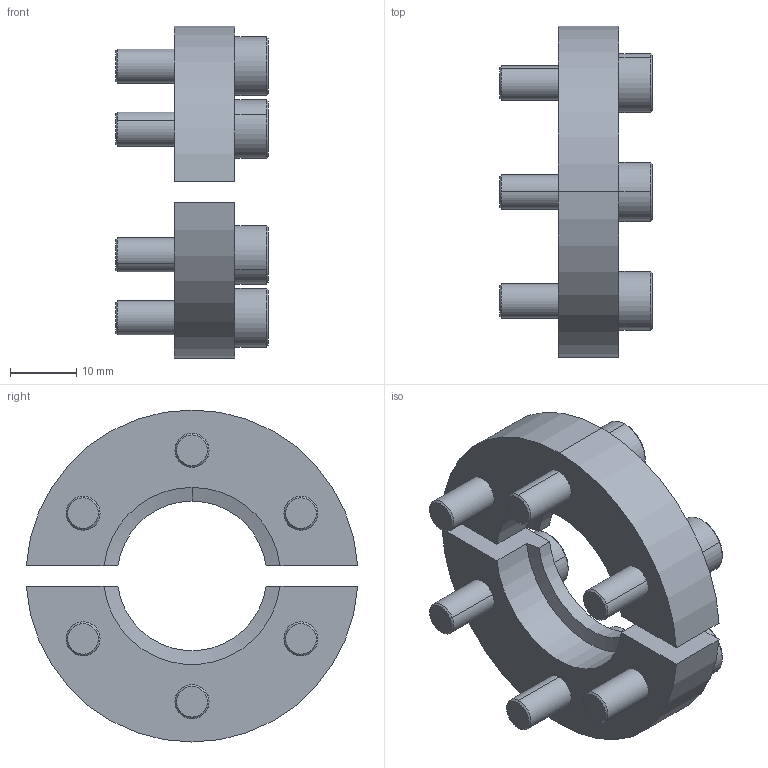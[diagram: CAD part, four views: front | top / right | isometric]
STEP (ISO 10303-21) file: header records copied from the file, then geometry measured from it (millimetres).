
FILE_DESCRIPTION (( 'STEP AP214' ), '1' );
FILE_NAME ('716000.STEP', '2023-12-28T15:38:33', ( '' ), ( '' ), 'SwSTEP 2.0', 'SolidWorks 2022', '' );
FILE_SCHEMA (( 'AUTOMOTIVE_DESIGN' ));
Length unit declared in the file: inch
Products named in the file (1): 716000
Bounding box: 23.14 x 50.2 x 50.29 mm (x, y, z)
Volume: 15411.2 mm3; surface area: 9712.7 mm2
Topology: 8 solids, 8 shells, 140 faces, 310 edges, 198 vertices
Faces by surface type: plane 68, cylinder 45, cone 27
Entity records: 4005 total; most frequent: DIRECTION 702, CARTESIAN_POINT 661, ORIENTED_EDGE 620, EDGE_CURVE 310, AXIS2_PLACEMENT_3D 255, VERTEX_POINT 198, LINE 192, VECTOR 192
